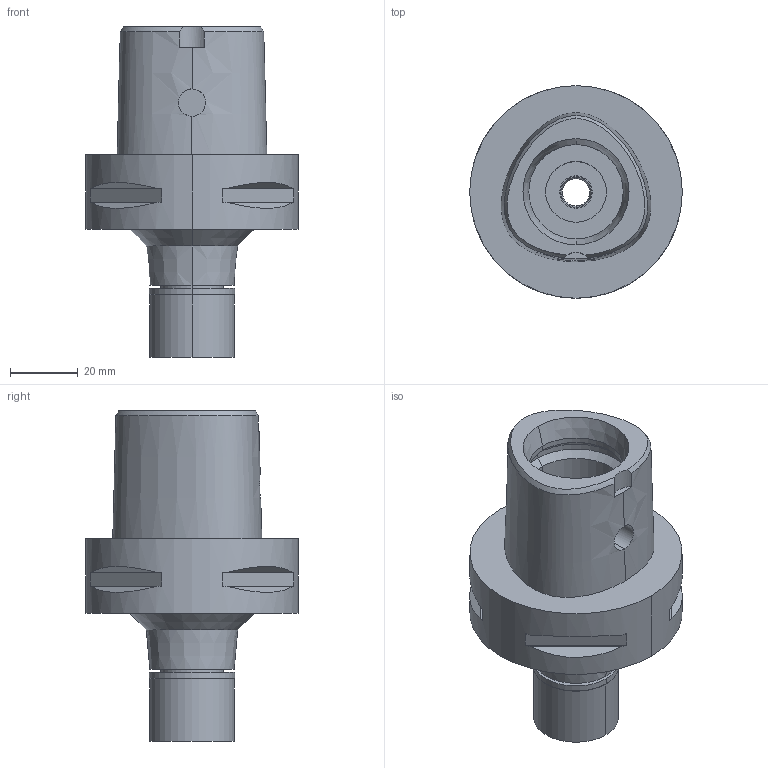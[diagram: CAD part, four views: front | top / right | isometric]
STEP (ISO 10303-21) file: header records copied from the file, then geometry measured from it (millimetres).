
FILE_DESCRIPTION (( 'STEP AP203' ), '1' );
FILE_NAME ('C6-MEGA6E-60.stp', '2019-07-03T18:55:05', ( '' ), ( '' ), 'SwSTEP 2.0', 'SolidWorks 2019', '' );
FILE_SCHEMA (( 'CONFIG_CONTROL_DESIGN' ));
Length unit declared in the file: millimetre
Products named in the file (7): C6-MEGA6E-60-060.stp; MEN6_1.stp; C6-MEGA6E-60-060_ASM.stp; C6-MEGA6E-60-060-FreeParts; C6-MEGA6E-60_1.stp; DXF_TEMP_ASSY_ASM_4_ASM.stp; C6-MEGA6E-60
Assembly tree (5 placements, depth 5):
  C6-MEGA6E-60-060-FreeParts
  C6-MEGA6E-60
    C6-MEGA6E-60-060.stp
      C6-MEGA6E-60-060_ASM.stp
        DXF_TEMP_ASSY_ASM_4_ASM.stp
          C6-MEGA6E-60_1.stp
          MEN6_1.stp
Bounding box: 63 x 63 x 98 mm (x, y, z)
Volume: 113828.6 mm3; surface area: 26582.8 mm2
Topology: 2 solids, 2 shells, 94 faces, 204 edges, 125 vertices
Faces by surface type: plane 35, cylinder 35, cone 18, bspline 4, torus 2
Entity records: 4774 total; most frequent: CARTESIAN_POINT 1984, DIRECTION 475, ORIENTED_EDGE 408, EDGE_CURVE 204, AXIS2_PLACEMENT_3D 197, VERTEX_POINT 125, EDGE_LOOP 111, CIRCLE 96
